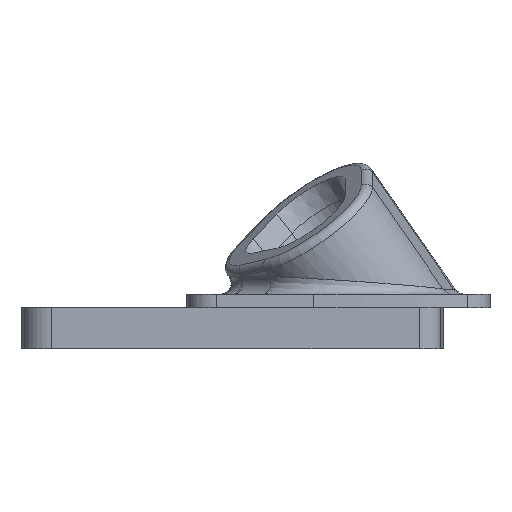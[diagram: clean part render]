
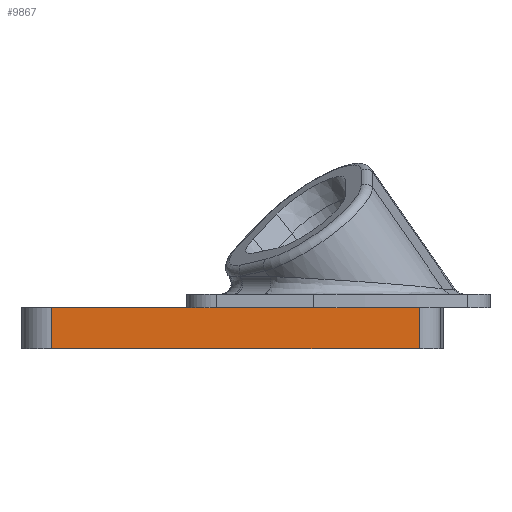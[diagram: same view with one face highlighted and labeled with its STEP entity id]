
A CAD part, left-side view. The second image highlights one B-rep face of the part: STEP entity #9867.
In plain terms, the highlighted planar face has unit normal (-1, 0, 0).
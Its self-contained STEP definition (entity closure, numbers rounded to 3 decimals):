
#4503 = PLANE('',#4504);
#4504 = AXIS2_PLACEMENT_3D('',#4505,#4506,#4507);
#4505 = CARTESIAN_POINT('',(0.,0.,-1.6));
#4506 = DIRECTION('',(0.,0.,1.));
#4507 = DIRECTION('',(1.,0.,0.));
#4966 = VERTEX_POINT('',#4967);
#4967 = CARTESIAN_POINT('',(-72.8,18.4,-1.6));
#4981 = PLANE('',#4982);
#4982 = AXIS2_PLACEMENT_3D('',#4983,#4984,#4985);
#4983 = CARTESIAN_POINT('',(0.,12.8,-1.6));
#4984 = DIRECTION('',(0.,0.,-1.));
#4985 = DIRECTION('',(-1.,0.,0.));
#7913 = EDGE_CURVE('',#4966,#7914,#7916,.T.);
#7914 = VERTEX_POINT('',#7915);
#7915 = CARTESIAN_POINT('',(-72.8,-9.8,-1.6));
#7916 = SURFACE_CURVE('',#7917,(#7921,#7928),.PCURVE_S1.);
#7917 = LINE('',#7918,#7919);
#7918 = CARTESIAN_POINT('',(-72.8,-4.9,-1.6));
#7919 = VECTOR('',#7920,1.);
#7920 = DIRECTION('',(0.,-1.,0.));
#7921 = PCURVE('',#4503,#7922);
#7922 = DEFINITIONAL_REPRESENTATION('',(#7923),#7927);
#7923 = LINE('',#7924,#7925);
#7924 = CARTESIAN_POINT('',(-72.8,-4.9));
#7925 = VECTOR('',#7926,1.);
#7926 = DIRECTION('',(0.,-1.));
#7927 = ( GEOMETRIC_REPRESENTATION_CONTEXT(2) 
PARAMETRIC_REPRESENTATION_CONTEXT() REPRESENTATION_CONTEXT('2D SPACE',''
  ) );
#7928 = PCURVE('',#7929,#7934);
#7929 = PLANE('',#7930);
#7930 = AXIS2_PLACEMENT_3D('',#7931,#7932,#7933);
#7931 = CARTESIAN_POINT('',(-72.8,-9.8,-1.6));
#7932 = DIRECTION('',(-1.,0.,0.));
#7933 = DIRECTION('',(0.,1.,0.));
#7934 = DEFINITIONAL_REPRESENTATION('',(#7935),#7939);
#7935 = LINE('',#7936,#7937);
#7936 = CARTESIAN_POINT('',(4.9,0.));
#7937 = VECTOR('',#7938,1.);
#7938 = DIRECTION('',(-1.,0.));
#7939 = ( GEOMETRIC_REPRESENTATION_CONTEXT(2) 
PARAMETRIC_REPRESENTATION_CONTEXT() REPRESENTATION_CONTEXT('2D SPACE',''
  ) );
#7958 = CYLINDRICAL_SURFACE('',#7959,2.6);
#7959 = AXIS2_PLACEMENT_3D('',#7960,#7961,#7962);
#7960 = CARTESIAN_POINT('',(-70.2,-9.8,-1.6));
#7961 = DIRECTION('',(0.,0.,-1.));
#7962 = DIRECTION('',(0.,-1.,0.));
#8484 = VERTEX_POINT('',#8485);
#8485 = CARTESIAN_POINT('',(-72.8,34.8,-1.6));
#8500 = CYLINDRICAL_SURFACE('',#8501,3.6);
#8501 = AXIS2_PLACEMENT_3D('',#8502,#8503,#8504);
#8502 = CARTESIAN_POINT('',(-69.2,34.8,-1.6));
#8503 = DIRECTION('',(0.,0.,-1.));
#8504 = DIRECTION('',(-1.,0.,0.));
#8512 = EDGE_CURVE('',#4966,#8484,#8513,.T.);
#8513 = SURFACE_CURVE('',#8514,(#8518,#8525),.PCURVE_S1.);
#8514 = LINE('',#8515,#8516);
#8515 = CARTESIAN_POINT('',(-72.8,-9.8,-1.6));
#8516 = VECTOR('',#8517,1.);
#8517 = DIRECTION('',(0.,1.,0.));
#8518 = PCURVE('',#4981,#8519);
#8519 = DEFINITIONAL_REPRESENTATION('',(#8520),#8524);
#8520 = LINE('',#8521,#8522);
#8521 = CARTESIAN_POINT('',(72.8,-22.6));
#8522 = VECTOR('',#8523,1.);
#8523 = DIRECTION('',(0.,1.));
#8524 = ( GEOMETRIC_REPRESENTATION_CONTEXT(2) 
PARAMETRIC_REPRESENTATION_CONTEXT() REPRESENTATION_CONTEXT('2D SPACE',''
  ) );
#8525 = PCURVE('',#7929,#8526);
#8526 = DEFINITIONAL_REPRESENTATION('',(#8527),#8531);
#8527 = LINE('',#8528,#8529);
#8528 = CARTESIAN_POINT('',(0.,0.));
#8529 = VECTOR('',#8530,1.);
#8530 = DIRECTION('',(1.,0.));
#8531 = ( GEOMETRIC_REPRESENTATION_CONTEXT(2) 
PARAMETRIC_REPRESENTATION_CONTEXT() REPRESENTATION_CONTEXT('2D SPACE',''
  ) );
#9867 = ADVANCED_FACE('',(#9868),#7929,.T.);
#9868 = FACE_BOUND('',#9869,.T.);
#9869 = EDGE_LOOP('',(#9870,#9871,#9872,#9895,#9923));
#9870 = ORIENTED_EDGE('',*,*,#7913,.F.);
#9871 = ORIENTED_EDGE('',*,*,#8512,.T.);
#9872 = ORIENTED_EDGE('',*,*,#9873,.T.);
#9873 = EDGE_CURVE('',#8484,#9874,#9876,.T.);
#9874 = VERTEX_POINT('',#9875);
#9875 = CARTESIAN_POINT('',(-72.8,34.8,-6.6));
#9876 = SURFACE_CURVE('',#9877,(#9881,#9888),.PCURVE_S1.);
#9877 = LINE('',#9878,#9879);
#9878 = CARTESIAN_POINT('',(-72.8,34.8,-1.6));
#9879 = VECTOR('',#9880,1.);
#9880 = DIRECTION('',(0.,0.,-1.));
#9881 = PCURVE('',#7929,#9882);
#9882 = DEFINITIONAL_REPRESENTATION('',(#9883),#9887);
#9883 = LINE('',#9884,#9885);
#9884 = CARTESIAN_POINT('',(44.6,0.));
#9885 = VECTOR('',#9886,1.);
#9886 = DIRECTION('',(0.,1.));
#9887 = ( GEOMETRIC_REPRESENTATION_CONTEXT(2) 
PARAMETRIC_REPRESENTATION_CONTEXT() REPRESENTATION_CONTEXT('2D SPACE',''
  ) );
#9888 = PCURVE('',#8500,#9889);
#9889 = DEFINITIONAL_REPRESENTATION('',(#9890),#9894);
#9890 = LINE('',#9891,#9892);
#9891 = CARTESIAN_POINT('',(0.,0.));
#9892 = VECTOR('',#9893,1.);
#9893 = DIRECTION('',(0.,1.));
#9894 = ( GEOMETRIC_REPRESENTATION_CONTEXT(2) 
PARAMETRIC_REPRESENTATION_CONTEXT() REPRESENTATION_CONTEXT('2D SPACE',''
  ) );
#9895 = ORIENTED_EDGE('',*,*,#9896,.F.);
#9896 = EDGE_CURVE('',#9897,#9874,#9899,.T.);
#9897 = VERTEX_POINT('',#9898);
#9898 = CARTESIAN_POINT('',(-72.8,-9.8,-6.6));
#9899 = SURFACE_CURVE('',#9900,(#9904,#9911),.PCURVE_S1.);
#9900 = LINE('',#9901,#9902);
#9901 = CARTESIAN_POINT('',(-72.8,-9.8,-6.6));
#9902 = VECTOR('',#9903,1.);
#9903 = DIRECTION('',(0.,1.,0.));
#9904 = PCURVE('',#7929,#9905);
#9905 = DEFINITIONAL_REPRESENTATION('',(#9906),#9910);
#9906 = LINE('',#9907,#9908);
#9907 = CARTESIAN_POINT('',(0.,5.));
#9908 = VECTOR('',#9909,1.);
#9909 = DIRECTION('',(1.,0.));
#9910 = ( GEOMETRIC_REPRESENTATION_CONTEXT(2) 
PARAMETRIC_REPRESENTATION_CONTEXT() REPRESENTATION_CONTEXT('2D SPACE',''
  ) );
#9911 = PCURVE('',#9912,#9917);
#9912 = PLANE('',#9913);
#9913 = AXIS2_PLACEMENT_3D('',#9914,#9915,#9916);
#9914 = CARTESIAN_POINT('',(0.,12.8,-6.6));
#9915 = DIRECTION('',(0.,0.,-1.));
#9916 = DIRECTION('',(-1.,0.,0.));
#9917 = DEFINITIONAL_REPRESENTATION('',(#9918),#9922);
#9918 = LINE('',#9919,#9920);
#9919 = CARTESIAN_POINT('',(72.8,-22.6));
#9920 = VECTOR('',#9921,1.);
#9921 = DIRECTION('',(0.,1.));
#9922 = ( GEOMETRIC_REPRESENTATION_CONTEXT(2) 
PARAMETRIC_REPRESENTATION_CONTEXT() REPRESENTATION_CONTEXT('2D SPACE',''
  ) );
#9923 = ORIENTED_EDGE('',*,*,#9924,.F.);
#9924 = EDGE_CURVE('',#7914,#9897,#9925,.T.);
#9925 = SURFACE_CURVE('',#9926,(#9930,#9937),.PCURVE_S1.);
#9926 = LINE('',#9927,#9928);
#9927 = CARTESIAN_POINT('',(-72.8,-9.8,-1.6));
#9928 = VECTOR('',#9929,1.);
#9929 = DIRECTION('',(0.,0.,-1.));
#9930 = PCURVE('',#7929,#9931);
#9931 = DEFINITIONAL_REPRESENTATION('',(#9932),#9936);
#9932 = LINE('',#9933,#9934);
#9933 = CARTESIAN_POINT('',(0.,0.));
#9934 = VECTOR('',#9935,1.);
#9935 = DIRECTION('',(0.,1.));
#9936 = ( GEOMETRIC_REPRESENTATION_CONTEXT(2) 
PARAMETRIC_REPRESENTATION_CONTEXT() REPRESENTATION_CONTEXT('2D SPACE',''
  ) );
#9937 = PCURVE('',#7958,#9938);
#9938 = DEFINITIONAL_REPRESENTATION('',(#9939),#9943);
#9939 = LINE('',#9940,#9941);
#9940 = CARTESIAN_POINT('',(1.571,0.));
#9941 = VECTOR('',#9942,1.);
#9942 = DIRECTION('',(0.,1.));
#9943 = ( GEOMETRIC_REPRESENTATION_CONTEXT(2) 
PARAMETRIC_REPRESENTATION_CONTEXT() REPRESENTATION_CONTEXT('2D SPACE',''
  ) );
